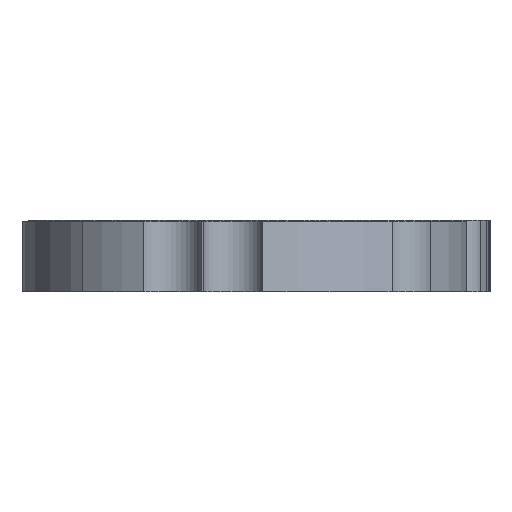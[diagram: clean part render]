
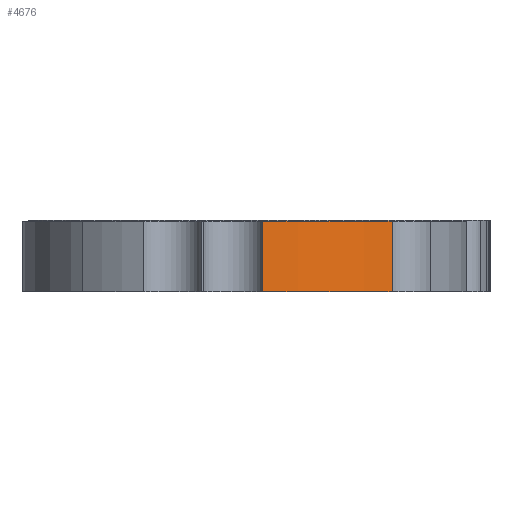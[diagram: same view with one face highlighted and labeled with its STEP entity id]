
A CAD part, left-side view. The second image highlights one B-rep face of the part: STEP entity #4676.
In plain terms, the highlighted cylindrical face has radius 7.47 mm (diameter 14.94 mm), a partial arc.
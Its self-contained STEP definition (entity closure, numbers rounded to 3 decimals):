
#324=FACE_OUTER_BOUND('',#600,.T.);
#600=EDGE_LOOP('',(#4147,#4148,#4149,#4150));
#862=LINE('',#8504,#1116);
#863=LINE('',#8510,#1117);
#1116=VECTOR('',#7050,10.);
#1117=VECTOR('',#7057,10.);
#1573=CIRCLE('',#5397,7.47);
#1574=CIRCLE('',#5398,7.47);
#2047=VERTEX_POINT('',#8500);
#2048=VERTEX_POINT('',#8502);
#2049=VERTEX_POINT('',#8506);
#2050=VERTEX_POINT('',#8508);
#2754=EDGE_CURVE('',#2047,#2048,#862,.T.);
#2755=EDGE_CURVE('',#2049,#2047,#1573,.T.);
#2756=EDGE_CURVE('',#2050,#2048,#1574,.T.);
#2757=EDGE_CURVE('',#2049,#2050,#863,.T.);
#4147=ORIENTED_EDGE('',*,*,#2755,.T.);
#4148=ORIENTED_EDGE('',*,*,#2754,.T.);
#4149=ORIENTED_EDGE('',*,*,#2756,.F.);
#4150=ORIENTED_EDGE('',*,*,#2757,.F.);
#4425=CYLINDRICAL_SURFACE('',#5396,7.47);
#4676=ADVANCED_FACE('',(#324),#4425,.T.);
#5396=AXIS2_PLACEMENT_3D('',#8505,#7051,#7052);
#5397=AXIS2_PLACEMENT_3D('',#8507,#7053,#7054);
#5398=AXIS2_PLACEMENT_3D('',#8509,#7055,#7056);
#7050=DIRECTION('',(0.,0.,1.));
#7051=DIRECTION('center_axis',(0.,0.,1.));
#7052=DIRECTION('ref_axis',(-0.992,-0.125,0.));
#7053=DIRECTION('center_axis',(0.,0.,1.));
#7054=DIRECTION('ref_axis',(-0.992,-0.125,0.));
#7055=DIRECTION('center_axis',(0.,0.,1.));
#7056=DIRECTION('ref_axis',(-0.992,-0.125,0.));
#7057=DIRECTION('',(0.,0.,1.));
#8500=CARTESIAN_POINT('',(3.224,-23.442,0.));
#8502=CARTESIAN_POINT('',(3.224,-23.442,2.26));
#8504=CARTESIAN_POINT('',(3.224,-23.442,0.));
#8505=CARTESIAN_POINT('Origin',(8.708,-18.37,0.));
#8506=CARTESIAN_POINT('',(1.297,-19.305,0.));
#8507=CARTESIAN_POINT('Origin',(8.708,-18.37,0.));
#8508=CARTESIAN_POINT('',(1.297,-19.305,2.26));
#8509=CARTESIAN_POINT('Origin',(8.708,-18.37,2.26));
#8510=CARTESIAN_POINT('',(1.297,-19.305,0.));
